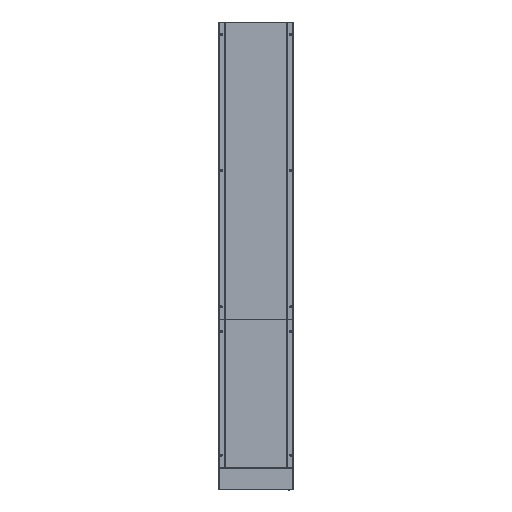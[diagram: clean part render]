
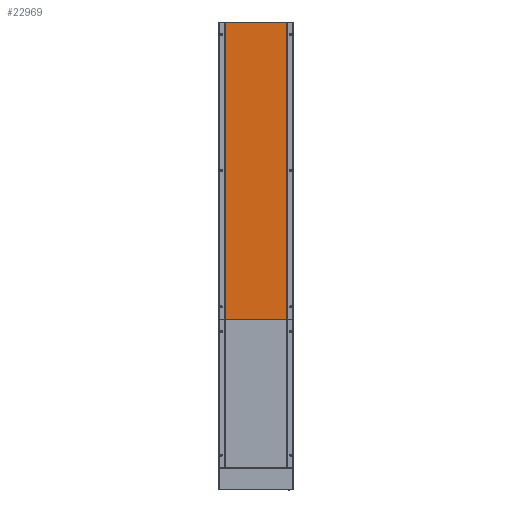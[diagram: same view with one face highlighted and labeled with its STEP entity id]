
A CAD part, top view. The second image highlights one B-rep face of the part: STEP entity #22969.
In plain terms, the highlighted face is planar.
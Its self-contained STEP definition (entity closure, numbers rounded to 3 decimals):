
#28 = DIRECTION ( 'NONE',  ( 1., 0., 0. ) ) ;
#37 = PLANE ( 'NONE',  #930 ) ;
#69 = VERTEX_POINT ( 'NONE', #27265 ) ;
#94 = LINE ( 'NONE', #9829, #11615 ) ;
#275 = CARTESIAN_POINT ( 'NONE',  ( 251., 0., -1. ) ) ;
#930 = AXIS2_PLACEMENT_3D ( 'NONE', #29246, #21799, #29406 ) ;
#2144 = ORIENTED_EDGE ( 'NONE', *, *, #9531, .F. ) ;
#2643 = VERTEX_POINT ( 'NONE', #7513 ) ;
#5326 = CARTESIAN_POINT ( 'NONE',  ( 2., 1200., -1. ) ) ;
#6784 = EDGE_CURVE ( 'NONE', #2643, #8255, #12499, .T. ) ;
#7513 = CARTESIAN_POINT ( 'NONE',  ( 2., 0., -1. ) ) ;
#8255 = VERTEX_POINT ( 'NONE', #275 ) ;
#9117 = VECTOR ( 'NONE', #29065, 1000. ) ;
#9531 = EDGE_CURVE ( 'NONE', #18197, #69, #19008, .T. ) ;
#9753 = EDGE_LOOP ( 'NONE', ( #2144, #27240, #10912, #19028 ) ) ;
#9829 = CARTESIAN_POINT ( 'NONE',  ( 251., 0., -1. ) ) ;
#10912 = ORIENTED_EDGE ( 'NONE', *, *, #6784, .F. ) ;
#11615 = VECTOR ( 'NONE', #24600, 1000. ) ;
#12499 = LINE ( 'NONE', #27281, #28250 ) ;
#13707 = VECTOR ( 'NONE', #23199, 1000. ) ;
#18197 = VERTEX_POINT ( 'NONE', #19126 ) ;
#19008 = LINE ( 'NONE', #31662, #9117 ) ;
#19028 = ORIENTED_EDGE ( 'NONE', *, *, #30129, .F. ) ;
#19126 = CARTESIAN_POINT ( 'NONE',  ( 251., 1200., -1. ) ) ;
#20600 = LINE ( 'NONE', #5326, #13707 ) ;
#21799 = DIRECTION ( 'NONE',  ( 0., 0., -1. ) ) ;
#22969 = ADVANCED_FACE ( 'NONE', ( #27458 ), #37, .T. ) ;
#23199 = DIRECTION ( 'NONE',  ( 0., -1., 0. ) ) ;
#24600 = DIRECTION ( 'NONE',  ( 0., 1., 0. ) ) ;
#27240 = ORIENTED_EDGE ( 'NONE', *, *, #28251, .F. ) ;
#27265 = CARTESIAN_POINT ( 'NONE',  ( 2., 1200., -1. ) ) ;
#27281 = CARTESIAN_POINT ( 'NONE',  ( 0., 0., -1. ) ) ;
#27458 = FACE_OUTER_BOUND ( 'NONE', #9753, .T. ) ;
#28250 = VECTOR ( 'NONE', #28, 1000. ) ;
#28251 = EDGE_CURVE ( 'NONE', #8255, #18197, #94, .T. ) ;
#29065 = DIRECTION ( 'NONE',  ( -1., 0., 0. ) ) ;
#29246 = CARTESIAN_POINT ( 'NONE',  ( 0., 0., -1. ) ) ;
#29406 = DIRECTION ( 'NONE',  ( -1., 0., 0. ) ) ;
#30129 = EDGE_CURVE ( 'NONE', #69, #2643, #20600, .T. ) ;
#31662 = CARTESIAN_POINT ( 'NONE',  ( 0., 1200., -1. ) ) ;
